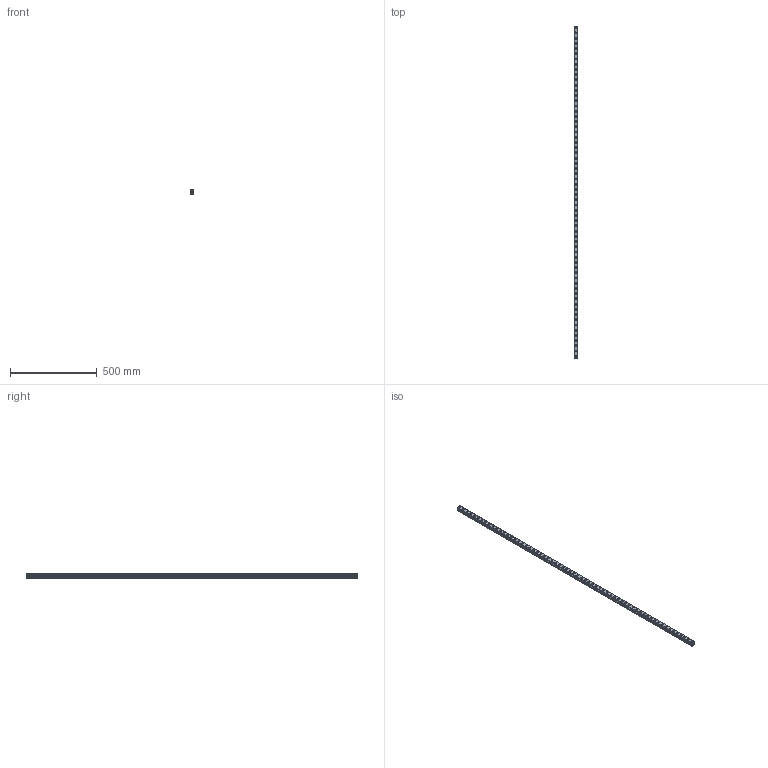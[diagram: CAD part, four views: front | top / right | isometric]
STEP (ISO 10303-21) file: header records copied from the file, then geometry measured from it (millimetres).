
FILE_DESCRIPTION(('STEP AP214'),'1');
FILE_NAME('cctmp_FFBB4326-B449-4FE8-B250-E01FBD0174EA_2021_03_10_11_53_35_0549..stp','2021-03-10T10:53:35',('HIWIN GmbH'),('CADClick - www.CADClick.com'),'Spatial InterOp 3D',' ','unknown authorization');
FILE_SCHEMA(('AUTOMOTIVE_DESIGN'));
Length unit declared in the file: millimetre
Products named in the file (1): RGR25R1910H_FILE
Bounding box: 23 x 1910 x 23.6 mm (x, y, z)
Volume: 765500.7 mm3; surface area: 237576.6 mm2
Topology: 1 solids, 1 shells, 693 faces, 1485 edges, 990 vertices
Faces by surface type: cylinder 402, plane 291
Entity records: 24691 total; most frequent: DIRECTION 3677, CARTESIAN_POINT 3169, ORIENTED_EDGE 2970, AXIS2_PLACEMENT_3D 1498, EDGE_CURVE 1485, VERTEX_POINT 990, EDGE_LOOP 889, CIRCLE 804
